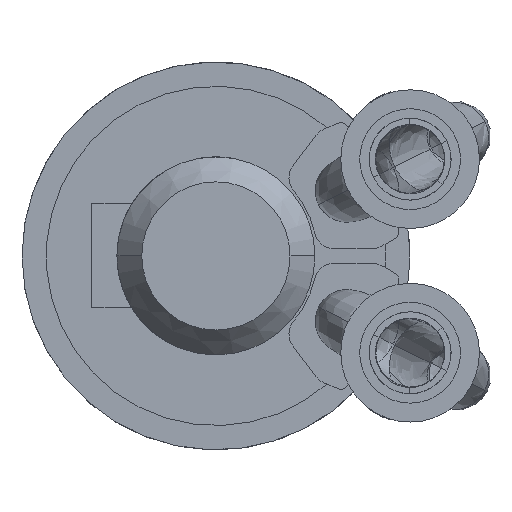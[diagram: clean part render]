
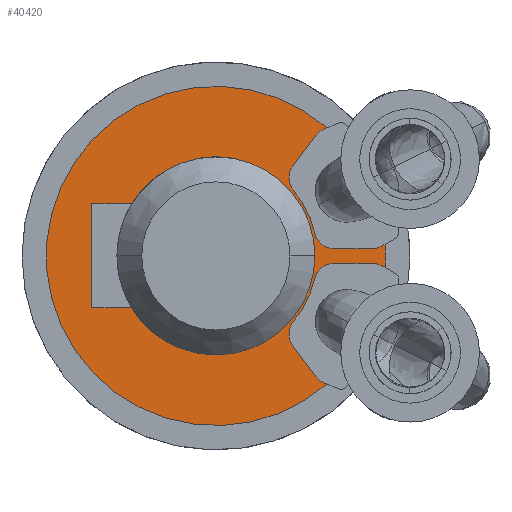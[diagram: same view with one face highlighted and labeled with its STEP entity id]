
A CAD part, left-side view. The second image highlights one B-rep face of the part: STEP entity #40420.
In plain terms, the highlighted planar face has unit normal (-1, 0, 0).
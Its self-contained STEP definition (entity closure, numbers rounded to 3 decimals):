
#13978=CARTESIAN_POINT('',(-356.,0.,0.));
#13979=DIRECTION('',(1.,0.,0.));
#13980=DIRECTION('',(0.,1.,0.));
#13981=AXIS2_PLACEMENT_3D('',#13978,#13979,#13980);
#23815=CARTESIAN_POINT('',(-356.,0.,0.));
#23816=DIRECTION('',(-1.,0.,0.));
#23817=DIRECTION('',(0.,1.,0.));
#23818=AXIS2_PLACEMENT_3D('',#23815,#23816,#23817);
#24018=DIRECTION('',(0.,0.921,-0.39));
#24019=VECTOR('',#24018,5.888);
#24020=CARTESIAN_POINT('',(-356.,-176.273,203.197));
#24021=LINE('',#24020,#24019);
#24022=CARTESIAN_POINT('',(-356.,-182.554,173.277));
#24023=DIRECTION('',(-1.,0.,0.));
#24024=DIRECTION('',(0.,0.39,0.921));
#24025=AXIS2_PLACEMENT_3D('',#24022,#24023,#24024);
#24027=DIRECTION('',(0.,0.602,-0.798));
#24028=VECTOR('',#24027,60.167);
#24029=CARTESIAN_POINT('',(-356.,-158.607,191.348));
#24030=LINE('',#24029,#24028);
#24031=CARTESIAN_POINT('',(-356.,-147.915,124.04));
#24032=DIRECTION('',(-1.,0.,0.));
#24033=DIRECTION('',(0.,0.798,0.602));
#24034=AXIS2_PLACEMENT_3D('',#24031,#24032,#24033);
#24036=CARTESIAN_POINT('',(-356.,0.06,0.12));
#24037=DIRECTION('',(-1.,0.,0.));
#24038=DIRECTION('',(0.,-0.974,0.225));
#24039=AXIS2_PLACEMENT_3D('',#24036,#24037,#24038);
#24041=CARTESIAN_POINT('',(-356.,-188.01,43.51));
#24042=DIRECTION('',(-1.,0.,0.));
#24043=DIRECTION('',(0.,0.974,-0.225));
#24044=AXIS2_PLACEMENT_3D('',#24041,#24042,#24043);
#24046=DIRECTION('',(0.,-1.,0.));
#24047=VECTOR('',#24046,60.209);
#24048=CARTESIAN_POINT('',(-356.,-188.01,11.5));
#24049=LINE('',#24048,#24047);
#24050=CARTESIAN_POINT('',(-356.,-248.218,41.5));
#24051=DIRECTION('',(-1.,0.,0.));
#24052=DIRECTION('',(0.,0.,-1.));
#24053=AXIS2_PLACEMENT_3D('',#24050,#24051,#24052);
#24055=DIRECTION('',(0.,0.866,-0.499));
#24056=VECTOR('',#24055,5.96);
#24057=CARTESIAN_POINT('',(-356.,-268.364,18.485));
#24058=LINE('',#24057,#24056);
#24059=DIRECTION('',(0.,0.866,0.499));
#24060=VECTOR('',#24059,5.96);
#24061=CARTESIAN_POINT('',(-356.,-268.364,-18.485));
#24062=LINE('',#24061,#24060);
#24063=CARTESIAN_POINT('',(-356.,-248.218,-41.5));
#24064=DIRECTION('',(-1.,0.,0.));
#24065=DIRECTION('',(0.,-0.499,0.866));
#24066=AXIS2_PLACEMENT_3D('',#24063,#24064,#24065);
#24068=DIRECTION('',(0.,1.,0.));
#24069=VECTOR('',#24068,60.209);
#24070=CARTESIAN_POINT('',(-356.,-248.218,-11.5));
#24071=LINE('',#24070,#24069);
#24072=CARTESIAN_POINT('',(-356.,-188.01,-43.51));
#24073=DIRECTION('',(-1.,0.,0.));
#24074=DIRECTION('',(0.,0.,1.));
#24075=AXIS2_PLACEMENT_3D('',#24072,#24073,#24074);
#24077=CARTESIAN_POINT('',(-356.,0.06,-0.12));
#24078=DIRECTION('',(-1.,0.,0.));
#24079=DIRECTION('',(0.,-0.767,-0.642));
#24080=AXIS2_PLACEMENT_3D('',#24077,#24078,#24079);
#24082=CARTESIAN_POINT('',(-356.,-147.915,-124.04));
#24083=DIRECTION('',(-1.,0.,0.));
#24084=DIRECTION('',(0.,0.767,0.642));
#24085=AXIS2_PLACEMENT_3D('',#24082,#24083,#24084);
#24087=DIRECTION('',(0.,-0.602,-0.798));
#24088=VECTOR('',#24087,60.167);
#24089=CARTESIAN_POINT('',(-356.,-122.364,-143.322));
#24090=LINE('',#24089,#24088);
#24091=CARTESIAN_POINT('',(-356.,-182.554,-173.277));
#24092=DIRECTION('',(-1.,0.,0.));
#24093=DIRECTION('',(0.,0.798,-0.602));
#24094=AXIS2_PLACEMENT_3D('',#24091,#24092,#24093);
#24096=DIRECTION('',(0.,-0.921,-0.39));
#24097=VECTOR('',#24096,5.888);
#24098=CARTESIAN_POINT('',(-356.,-170.851,-200.9));
#24099=LINE('',#24098,#24097);
#24162=CARTESIAN_POINT('',(-356.,0.,0.));
#24163=DIRECTION('',(-1.,0.,0.));
#24164=DIRECTION('',(0.,-0.655,0.755));
#24165=AXIS2_PLACEMENT_3D('',#24162,#24163,#24164);
#24184=CARTESIAN_POINT('',(-356.,0.,0.));
#24185=DIRECTION('',(-1.,0.,0.));
#24186=DIRECTION('',(0.,-0.998,-0.069));
#24187=AXIS2_PLACEMENT_3D('',#24184,#24185,#24186);
#25328=CARTESIAN_POINT('',(-356.,-157.,0.));
#25330=VERTEX_POINT('',#25328);
#25334=CARTESIAN_POINT('',(-356.,157.,0.));
#25335=VERTEX_POINT('',#25334);
#25504=CARTESIAN_POINT('',(-356.,-176.273,203.197));
#25505=CARTESIAN_POINT('',(-356.,-176.273,-203.197));
#25506=VERTEX_POINT('',#25504);
#25507=VERTEX_POINT('',#25505);
#25592=CARTESIAN_POINT('',(-356.,-268.364,-18.485));
#25593=VERTEX_POINT('',#25592);
#25594=CARTESIAN_POINT('',(-356.,-170.851,200.9));
#25595=VERTEX_POINT('',#25594);
#25596=CARTESIAN_POINT('',(-356.,-158.607,191.348));
#25597=VERTEX_POINT('',#25596);
#25598=CARTESIAN_POINT('',(-356.,-122.364,143.322));
#25599=VERTEX_POINT('',#25598);
#25600=CARTESIAN_POINT('',(-356.,-123.374,103.488));
#25601=VERTEX_POINT('',#25600);
#25602=CARTESIAN_POINT('',(-356.,-156.819,36.314));
#25603=VERTEX_POINT('',#25602);
#25604=CARTESIAN_POINT('',(-356.,-188.01,11.5));
#25605=VERTEX_POINT('',#25604);
#25606=CARTESIAN_POINT('',(-356.,-248.218,11.5));
#25607=VERTEX_POINT('',#25606);
#25608=CARTESIAN_POINT('',(-356.,-263.2,15.509));
#25609=VERTEX_POINT('',#25608);
#25610=CARTESIAN_POINT('',(-356.,-268.364,18.485));
#25611=VERTEX_POINT('',#25610);
#25612=CARTESIAN_POINT('',(-356.,-263.2,-15.509));
#25613=VERTEX_POINT('',#25612);
#25614=CARTESIAN_POINT('',(-356.,-248.218,-11.5));
#25615=VERTEX_POINT('',#25614);
#25616=CARTESIAN_POINT('',(-356.,-188.01,-11.5));
#25617=VERTEX_POINT('',#25616);
#25618=CARTESIAN_POINT('',(-356.,-156.819,-36.314));
#25619=VERTEX_POINT('',#25618);
#25620=CARTESIAN_POINT('',(-356.,-123.374,-103.488));
#25621=VERTEX_POINT('',#25620);
#25622=CARTESIAN_POINT('',(-356.,-122.364,-143.322));
#25623=VERTEX_POINT('',#25622);
#25624=CARTESIAN_POINT('',(-356.,-158.607,-191.348));
#25625=VERTEX_POINT('',#25624);
#25626=CARTESIAN_POINT('',(-356.,-170.851,-200.9));
#25627=VERTEX_POINT('',#25626);
#40369=CARTESIAN_POINT('',(-356.,0.,0.));
#40370=DIRECTION('',(-1.,0.,0.));
#40371=DIRECTION('',(0.,1.,0.));
#40372=AXIS2_PLACEMENT_3D('',#40369,#40370,#40371);
#40373=PLANE('',#40372);
#40375=ORIENTED_EDGE('',*,*,#40374,.F.);
#40377=ORIENTED_EDGE('',*,*,#40376,.T.);
#40379=ORIENTED_EDGE('',*,*,#40378,.T.);
#40381=ORIENTED_EDGE('',*,*,#40380,.T.);
#40383=ORIENTED_EDGE('',*,*,#40382,.T.);
#40385=ORIENTED_EDGE('',*,*,#40384,.F.);
#40387=ORIENTED_EDGE('',*,*,#40386,.T.);
#40389=ORIENTED_EDGE('',*,*,#40388,.T.);
#40391=ORIENTED_EDGE('',*,*,#40390,.T.);
#40393=ORIENTED_EDGE('',*,*,#40392,.F.);
#40395=ORIENTED_EDGE('',*,*,#40394,.F.);
#40397=ORIENTED_EDGE('',*,*,#40396,.T.);
#40399=ORIENTED_EDGE('',*,*,#40398,.T.);
#40401=ORIENTED_EDGE('',*,*,#40400,.T.);
#40403=ORIENTED_EDGE('',*,*,#40402,.T.);
#40405=ORIENTED_EDGE('',*,*,#40404,.F.);
#40407=ORIENTED_EDGE('',*,*,#40406,.T.);
#40409=ORIENTED_EDGE('',*,*,#40408,.T.);
#40411=ORIENTED_EDGE('',*,*,#40410,.T.);
#40413=ORIENTED_EDGE('',*,*,#40412,.T.);
#40414=EDGE_LOOP('',(#40375,#40377,#40379,#40381,#40383,#40385,#40387,#40389,
#40391,#40393,#40395,#40397,#40399,#40401,#40403,#40405,#40407,#40409,#40411,
#40413));
#40415=FACE_OUTER_BOUND('',#40414,.F.);
#40416=ORIENTED_EDGE('',*,*,#40023,.T.);
#40417=ORIENTED_EDGE('',*,*,#27611,.F.);
#40418=EDGE_LOOP('',(#40416,#40417));
#40419=FACE_BOUND('',#40418,.F.);
#40420=ADVANCED_FACE('',(#40415,#40419),#40373,.T.);
#13982=CIRCLE('',#13981,157.);
#23819=CIRCLE('',#23818,157.);
#24026=CIRCLE('',#24025,30.);
#24035=CIRCLE('',#24034,32.01);
#24040=CIRCLE('',#24039,161.);
#24045=CIRCLE('',#24044,32.01);
#24054=CIRCLE('',#24053,30.);
#24067=CIRCLE('',#24066,30.);
#24076=CIRCLE('',#24075,32.01);
#24081=CIRCLE('',#24080,161.);
#24086=CIRCLE('',#24085,32.01);
#24095=CIRCLE('',#24094,30.);
#24166=CIRCLE('',#24165,269.);
#24188=CIRCLE('',#24187,269.);
#27611=EDGE_CURVE('',#25335,#25330,#13982,.T.);
#40023=EDGE_CURVE('',#25335,#25330,#23819,.T.);
#40374=EDGE_CURVE('',#25506,#25507,#24166,.T.);
#40376=EDGE_CURVE('',#25506,#25595,#24021,.T.);
#40378=EDGE_CURVE('',#25595,#25597,#24026,.T.);
#40380=EDGE_CURVE('',#25597,#25599,#24030,.T.);
#40382=EDGE_CURVE('',#25599,#25601,#24035,.T.);
#40384=EDGE_CURVE('',#25603,#25601,#24040,.T.);
#40386=EDGE_CURVE('',#25603,#25605,#24045,.T.);
#40388=EDGE_CURVE('',#25605,#25607,#24049,.T.);
#40390=EDGE_CURVE('',#25607,#25609,#24054,.T.);
#40392=EDGE_CURVE('',#25611,#25609,#24058,.T.);
#40394=EDGE_CURVE('',#25593,#25611,#24188,.T.);
#40396=EDGE_CURVE('',#25593,#25613,#24062,.T.);
#40398=EDGE_CURVE('',#25613,#25615,#24067,.T.);
#40400=EDGE_CURVE('',#25615,#25617,#24071,.T.);
#40402=EDGE_CURVE('',#25617,#25619,#24076,.T.);
#40404=EDGE_CURVE('',#25621,#25619,#24081,.T.);
#40406=EDGE_CURVE('',#25621,#25623,#24086,.T.);
#40408=EDGE_CURVE('',#25623,#25625,#24090,.T.);
#40410=EDGE_CURVE('',#25625,#25627,#24095,.T.);
#40412=EDGE_CURVE('',#25627,#25507,#24099,.T.);
